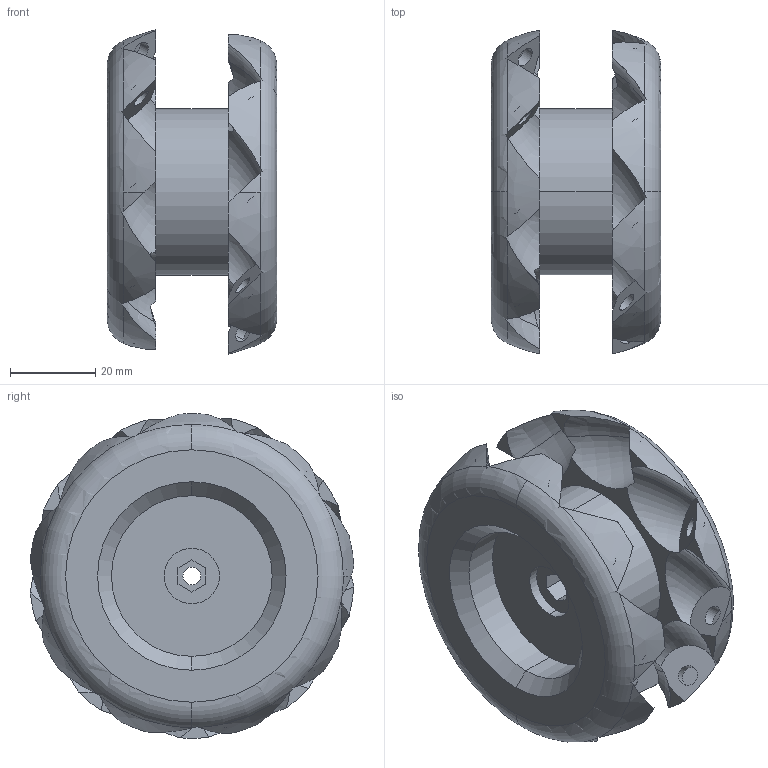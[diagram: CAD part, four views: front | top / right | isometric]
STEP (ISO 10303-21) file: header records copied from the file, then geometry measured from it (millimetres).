
FILE_DESCRIPTION (( 'STEP AP203' ), '1' );
FILE_NAME ('闔謫.STEP', '2023-07-15T12:55:22', ( '' ), ( '' ), 'SwSTEP 2.0', 'SolidWorks 2021', '' );
FILE_SCHEMA (( 'CONFIG_CONTROL_DESIGN' ));
Length unit declared in the file: millimetre
Products named in the file (1): 闔謫
Bounding box: 39.81 x 75.87 x 76.14 mm (x, y, z)
Volume: 62049.6 mm3; surface area: 24464.3 mm2
Topology: 1 solids, 1 shells, 180 faces, 458 edges, 304 vertices
Faces by surface type: plane 68, cylinder 46, torus 40, sphere 22, cone 4
Entity records: 6449 total; most frequent: CARTESIAN_POINT 2067, ORIENTED_EDGE 916, DIRECTION 900, EDGE_CURVE 458, AXIS2_PLACEMENT_3D 407, VERTEX_POINT 304, CIRCLE 226, EDGE_LOOP 206
